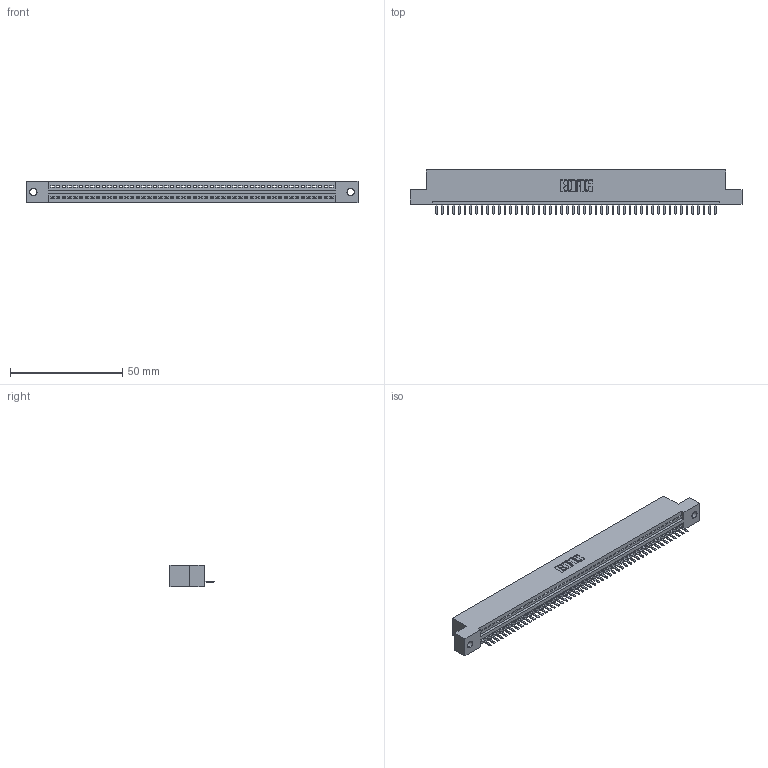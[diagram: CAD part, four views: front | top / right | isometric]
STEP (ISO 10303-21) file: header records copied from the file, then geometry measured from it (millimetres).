
FILE_DESCRIPTION (( 'STEP AP203' ), '1' );
FILE_NAME ('345-050-520-102.STEP', '2018-09-14T02:39:35', ( '' ), ( '' ), 'SwSTEP 2.0', 'SolidWorks 2016', '' );
FILE_SCHEMA (( 'CONFIG_CONTROL_DESIGN' ));
Length unit declared in the file: inch
Products named in the file (3): 345 Part_Flush Mounting Lugs - 0.128 Dia; 345-292-001_345-293-120; 345-050-520-102
Assembly tree (51 placements, depth 2):
  345-050-520-102
    345 Part_Flush Mounting Lugs - 0.128 Dia
    345-292-001_345-293-120  x50
Bounding box: 148.21 x 19.68 x 9.4 mm (x, y, z)
Volume: 13962.1 mm3; surface area: 17921 mm2
Topology: 51 solids, 51 shells, 3226 faces, 9541 edges, 6226 vertices
Faces by surface type: plane 2180, cylinder 1046
Entity records: 36671 total; most frequent: CARTESIAN_POINT 6370, ORIENTED_EDGE 6342, DIRECTION 5539, EDGE_CURVE 3171, VECTOR 2835, LINE 2835, VERTEX_POINT 2110, AXIS2_PLACEMENT_3D 1352
